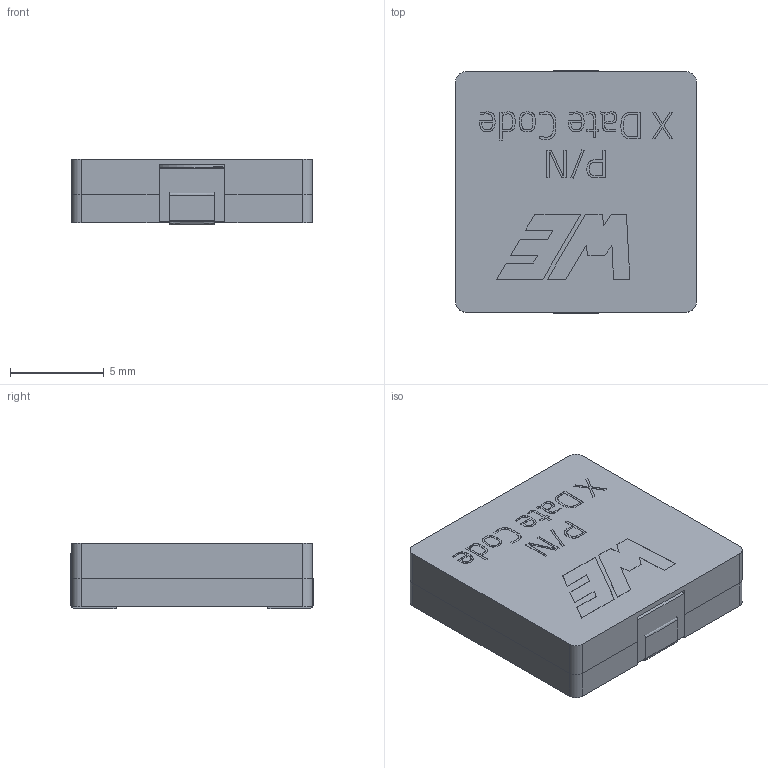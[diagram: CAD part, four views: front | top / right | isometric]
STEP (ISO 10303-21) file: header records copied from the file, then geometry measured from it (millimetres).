
FILE_DESCRIPTION(/* description */ ('Unknown'),/* implementation_level */ '2;1');
FILE_NAME(/* name */ '744313xxx',/* time_stamp */ '2024-05-13T14:11:09+02:00',/* author */ ('Unknown'),/* organization */ ('Unknown'),/* preprocessor_version */ 'ST-DEVELOPER v16.7',/* originating_system */ 'Solid Edge',/* authorisation */ 'Unknown');
FILE_SCHEMA (('AUTOMOTIVE_DESIGN {1 0 10303 214 3 1 1}'));
Length unit declared in the file: millimetre
Products named in the file (5): 744313x; Gehäuse; Spule; Boden; Klebemasse
Assembly tree (5 placements, depth 2):
  744313x
    Gehäuse
    Spule
    Boden
    Klebemasse  x2
Bounding box: 12.8 x 12.9 x 3.5 mm (x, y, z)
Volume: 504.5 mm3; surface area: 1679.4 mm2
Topology: 5 solids, 5 shells, 238 faces, 602 edges, 396 vertices
Faces by surface type: plane 165, bspline 56, cylinder 17
Full cylindrical faces by diameter (mm): 4.8 x1
Entity records: 10227 total; most frequent: CARTESIAN_POINT 3723, ORIENTED_EDGE 1162, DIRECTION 767, EDGE_CURVE 581, VERTEX_POINT 384, LINE 315, VECTOR 315, EDGE_LOOP 255
